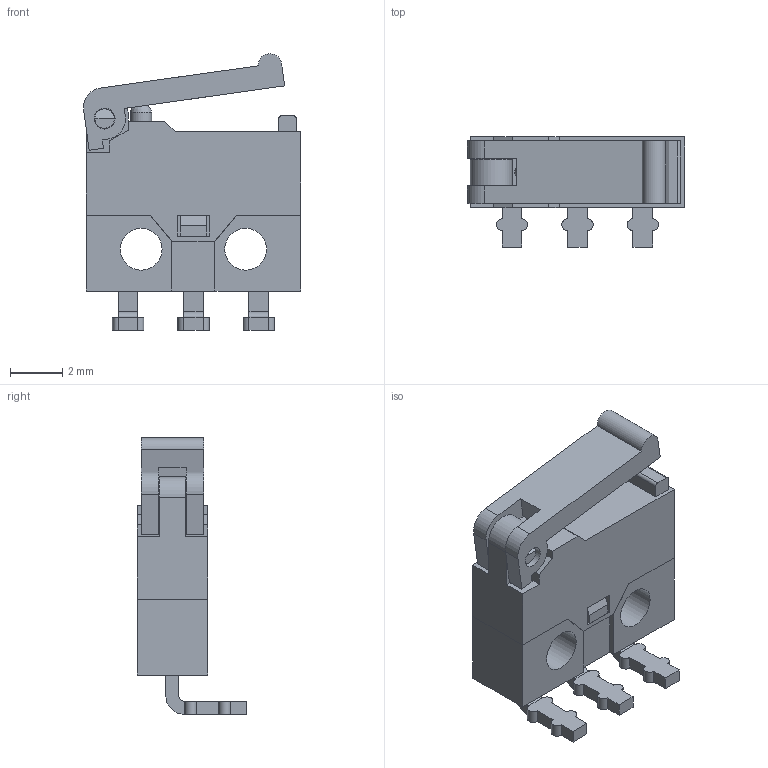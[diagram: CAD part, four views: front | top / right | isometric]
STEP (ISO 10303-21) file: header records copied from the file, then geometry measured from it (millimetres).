
FILE_DESCRIPTION((''),'2;1');
FILE_NAME('TS0101FxxxV1.stp','2011-07-07T09:09:22',('blarson'),(''),'Autodesk Inventor 11','Autodesk Inventor 11','');
FILE_SCHEMA(('AUTOMOTIVE_DESIGN { 1 0 10303 214 1 1 1 1 }'));
Length unit declared in the file: millimetre
Products named in the file (5): Q980003; TS Series Top Housing; TS Series Bottom Housing; TS Series Terminal  C or D; TS Series Lever
Assembly tree (6 placements, depth 2):
  Q980003
    TS Series Top Housing
    TS Series Bottom Housing
    TS Series Terminal  C or D  x3
    TS Series Lever
Bounding box: 8.31 x 4.2 x 10.58 mm (x, y, z)
Volume: 148.8 mm3; surface area: 369.3 mm2
Topology: 6 solids, 6 shells, 174 faces, 468 edges, 311 vertices
Faces by surface type: plane 125, cylinder 32, bspline 17
Full cylindrical faces by diameter (mm): 0.74 x1, 0.8 x3, 1.6 x2
Entity records: 4449 total; most frequent: CARTESIAN_POINT 862, ORIENTED_EDGE 724, DIRECTION 671, EDGE_CURVE 362, VECTOR 317, LINE 317, VERTEX_POINT 245, AXIS2_PLACEMENT_3D 177
